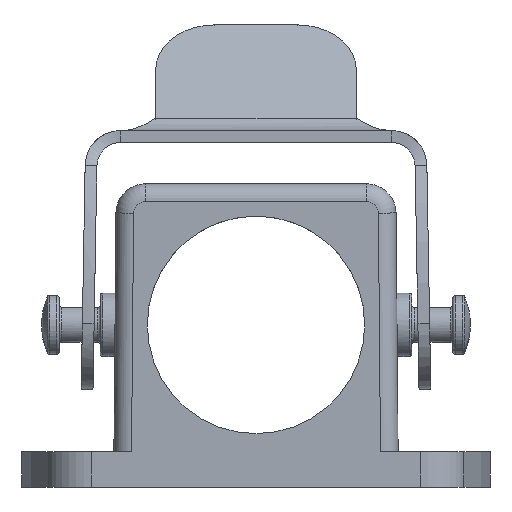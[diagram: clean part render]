
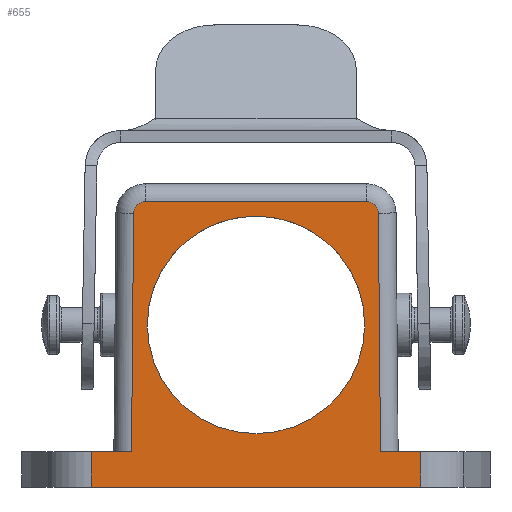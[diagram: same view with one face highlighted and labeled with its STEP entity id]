
A CAD part, left-side view. The second image highlights one B-rep face of the part: STEP entity #655.
In plain terms, the highlighted planar face has unit normal (-1, 0, 0).
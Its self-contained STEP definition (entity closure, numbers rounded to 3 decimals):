
#560=AXIS2_PLACEMENT_3D('Plane Axis2P3D',#557,#558,#559) ;
#580=AXIS2_PLACEMENT_3D('Circle Axis2P3D',#578,#579,$) ;
#594=AXIS2_PLACEMENT_3D('Circle Axis2P3D',#592,#593,$) ;
#639=AXIS2_PLACEMENT_3D('Circle Axis2P3D',#637,#638,$) ;
#648=AXIS2_PLACEMENT_3D('Circle Axis2P3D',#646,#647,$) ;
#111=CARTESIAN_POINT('Vertex',(0.,34.,0.)) ;
#155=CARTESIAN_POINT('Vertex',(0.,6.,0.)) ;
#158=CARTESIAN_POINT('Line Origine',(0.,20.,0.)) ;
#355=CARTESIAN_POINT('Line Origine',(0.,34.,1.5)) ;
#359=CARTESIAN_POINT('Vertex',(0.,34.,3.)) ;
#542=CARTESIAN_POINT('Vertex',(0.,6.,3.)) ;
#545=CARTESIAN_POINT('Line Origine',(0.,6.,1.5)) ;
#557=CARTESIAN_POINT('Axis2P3D Location',(0.,20.,13.8)) ;
#562=CARTESIAN_POINT('Line Origine',(0.,8.661,3.)) ;
#566=CARTESIAN_POINT('Vertex',(0.,9.411,3.)) ;
#568=CARTESIAN_POINT('Vertex',(0.,7.91,3.)) ;
#571=CARTESIAN_POINT('Line Origine',(0.,9.499,13.154)) ;
#575=CARTESIAN_POINT('Vertex',(0.,9.588,23.309)) ;
#578=CARTESIAN_POINT('Axis2P3D Location',(0.,10.588,23.3)) ;
#582=CARTESIAN_POINT('Vertex',(0.,10.588,24.3)) ;
#585=CARTESIAN_POINT('Line Origine',(0.,20.,24.3)) ;
#589=CARTESIAN_POINT('Vertex',(0.,29.412,24.3)) ;
#592=CARTESIAN_POINT('Axis2P3D Location',(0.,29.412,23.3)) ;
#596=CARTESIAN_POINT('Vertex',(0.,30.412,23.309)) ;
#599=CARTESIAN_POINT('Line Origine',(0.,30.501,13.154)) ;
#603=CARTESIAN_POINT('Vertex',(0.,30.589,3.)) ;
#606=CARTESIAN_POINT('Line Origine',(0.,31.339,3.)) ;
#610=CARTESIAN_POINT('Vertex',(0.,32.09,3.)) ;
#613=CARTESIAN_POINT('Line Origine',(0.,33.045,3.)) ;
#618=CARTESIAN_POINT('Line Origine',(0.,6.955,3.)) ;
#637=CARTESIAN_POINT('Axis2P3D Location',(0.,20.,13.8)) ;
#641=CARTESIAN_POINT('Vertex',(0.,10.75,13.8)) ;
#643=CARTESIAN_POINT('Vertex',(0.,29.25,13.8)) ;
#646=CARTESIAN_POINT('Axis2P3D Location',(0.,20.,13.8)) ;
#159=DIRECTION('Vector Direction',(0.,-1.,0.)) ;
#356=DIRECTION('Vector Direction',(0.,0.,-1.)) ;
#546=DIRECTION('Vector Direction',(0.,0.,-1.)) ;
#558=DIRECTION('Axis2P3D Direction',(1.,0.,0.)) ;
#559=DIRECTION('Axis2P3D XDirection',(0.,1.,0.)) ;
#563=DIRECTION('Vector Direction',(0.,1.,0.)) ;
#572=DIRECTION('Vector Direction',(0.,-0.009,-1.)) ;
#579=DIRECTION('Axis2P3D Direction',(1.,0.,0.)) ;
#586=DIRECTION('Vector Direction',(0.,1.,0.)) ;
#593=DIRECTION('Axis2P3D Direction',(1.,0.,0.)) ;
#600=DIRECTION('Vector Direction',(0.,-0.009,1.)) ;
#607=DIRECTION('Vector Direction',(0.,1.,0.)) ;
#614=DIRECTION('Vector Direction',(0.,-1.,0.)) ;
#619=DIRECTION('Vector Direction',(0.,-1.,0.)) ;
#638=DIRECTION('Axis2P3D Direction',(1.,0.,0.)) ;
#647=DIRECTION('Axis2P3D Direction',(1.,0.,0.)) ;
#160=VECTOR('Line Direction',#159,1.) ;
#357=VECTOR('Line Direction',#356,1.) ;
#547=VECTOR('Line Direction',#546,1.) ;
#564=VECTOR('Line Direction',#563,1.) ;
#573=VECTOR('Line Direction',#572,1.) ;
#587=VECTOR('Line Direction',#586,1.) ;
#601=VECTOR('Line Direction',#600,1.) ;
#608=VECTOR('Line Direction',#607,1.) ;
#615=VECTOR('Line Direction',#614,1.) ;
#620=VECTOR('Line Direction',#619,1.) ;
#624=ORIENTED_EDGE('',*,*,#570,.F.) ;
#625=ORIENTED_EDGE('',*,*,#577,.F.) ;
#626=ORIENTED_EDGE('',*,*,#584,.F.) ;
#627=ORIENTED_EDGE('',*,*,#591,.F.) ;
#628=ORIENTED_EDGE('',*,*,#598,.F.) ;
#629=ORIENTED_EDGE('',*,*,#605,.F.) ;
#630=ORIENTED_EDGE('',*,*,#612,.F.) ;
#631=ORIENTED_EDGE('',*,*,#617,.T.) ;
#632=ORIENTED_EDGE('',*,*,#361,.T.) ;
#633=ORIENTED_EDGE('',*,*,#162,.F.) ;
#634=ORIENTED_EDGE('',*,*,#549,.F.) ;
#635=ORIENTED_EDGE('',*,*,#622,.T.) ;
#652=ORIENTED_EDGE('',*,*,#645,.T.) ;
#653=ORIENTED_EDGE('',*,*,#650,.T.) ;
#654=FACE_BOUND('',#651,.T.) ;
#655=ADVANCED_FACE('Hauptk\X2\00F6\X0\rper',(#636,#654),#561,.F.) ;
#581=CIRCLE('generated circle',#580,1.) ;
#595=CIRCLE('generated circle',#594,1.) ;
#640=CIRCLE('generated circle',#639,9.25) ;
#649=CIRCLE('generated circle',#648,9.25) ;
#162=EDGE_CURVE('',#156,#112,#161,.F.) ;
#361=EDGE_CURVE('',#360,#112,#358,.T.) ;
#549=EDGE_CURVE('',#543,#156,#548,.T.) ;
#570=EDGE_CURVE('',#567,#569,#565,.F.) ;
#577=EDGE_CURVE('',#576,#567,#574,.T.) ;
#584=EDGE_CURVE('',#583,#576,#581,.T.) ;
#591=EDGE_CURVE('',#590,#583,#588,.F.) ;
#598=EDGE_CURVE('',#597,#590,#595,.T.) ;
#605=EDGE_CURVE('',#604,#597,#602,.T.) ;
#612=EDGE_CURVE('',#611,#604,#609,.F.) ;
#617=EDGE_CURVE('',#611,#360,#616,.F.) ;
#622=EDGE_CURVE('',#543,#569,#621,.F.) ;
#645=EDGE_CURVE('',#642,#644,#640,.T.) ;
#650=EDGE_CURVE('',#644,#642,#649,.T.) ;
#623=EDGE_LOOP('',(#624,#625,#626,#627,#628,#629,#630,#631,#632,#633,#634,#635)) ;
#651=EDGE_LOOP('',(#652,#653)) ;
#636=FACE_OUTER_BOUND('',#623,.T.) ;
#161=LINE('Line',#158,#160) ;
#358=LINE('Line',#355,#357) ;
#548=LINE('Line',#545,#547) ;
#565=LINE('Line',#562,#564) ;
#574=LINE('Line',#571,#573) ;
#588=LINE('Line',#585,#587) ;
#602=LINE('Line',#599,#601) ;
#609=LINE('Line',#606,#608) ;
#616=LINE('Line',#613,#615) ;
#621=LINE('Line',#618,#620) ;
#561=PLANE('',#560) ;
#112=VERTEX_POINT('',#111) ;
#156=VERTEX_POINT('',#155) ;
#360=VERTEX_POINT('',#359) ;
#543=VERTEX_POINT('',#542) ;
#567=VERTEX_POINT('',#566) ;
#569=VERTEX_POINT('',#568) ;
#576=VERTEX_POINT('',#575) ;
#583=VERTEX_POINT('',#582) ;
#590=VERTEX_POINT('',#589) ;
#597=VERTEX_POINT('',#596) ;
#604=VERTEX_POINT('',#603) ;
#611=VERTEX_POINT('',#610) ;
#642=VERTEX_POINT('',#641) ;
#644=VERTEX_POINT('',#643) ;
